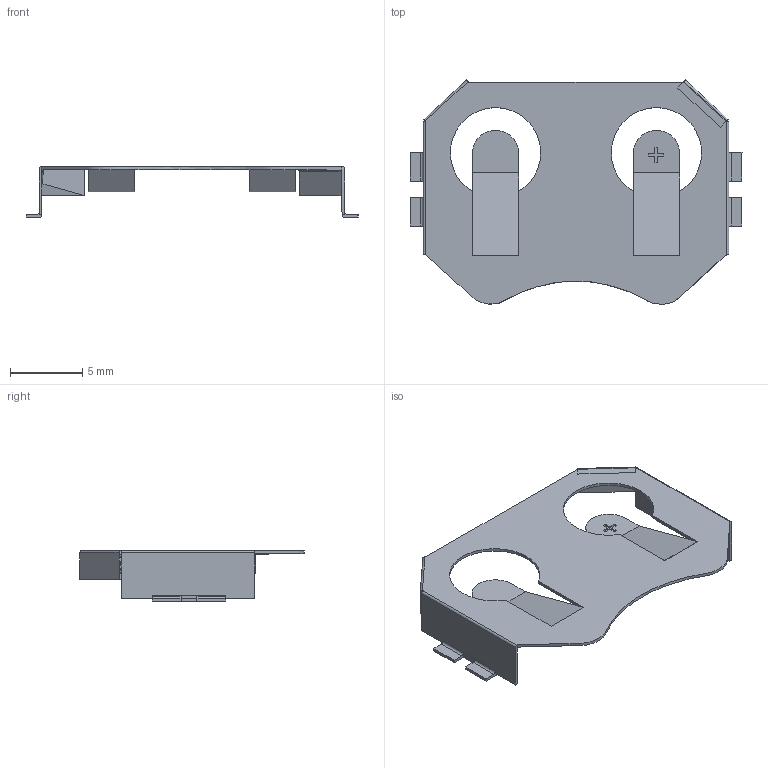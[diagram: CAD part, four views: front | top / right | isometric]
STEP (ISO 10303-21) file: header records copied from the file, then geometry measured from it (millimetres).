
FILE_DESCRIPTION (( 'STEP AP214' ), '1' );
FILE_NAME ('AF0A7537-DB6C-4C90-925D-A9E20F8E0C15.STEP', '2023-05-24T07:10:26', ( '' ), ( '' ), 'SwSTEP 2.0', 'SolidWorks 2022', '' );
FILE_SCHEMA (( 'AUTOMOTIVE_DESIGN' ));
Length unit declared in the file: millimetre
Products named in the file (1): AF0A7537-DB6C-4C90-925D-A9E20F8E0C15
Bounding box: 22.9 x 15.47 x 3.5 mm (x, y, z)
Volume: 70.6 mm3; surface area: 725.8 mm2
Topology: 6 solids, 6 shells, 110 faces, 283 edges, 186 vertices
Faces by surface type: plane 88, cylinder 21, bspline 1
Entity records: 3589 total; most frequent: CARTESIAN_POINT 796, ORIENTED_EDGE 566, DIRECTION 536, EDGE_CURVE 283, LINE 240, VECTOR 240, VERTEX_POINT 186, AXIS2_PLACEMENT_3D 148
